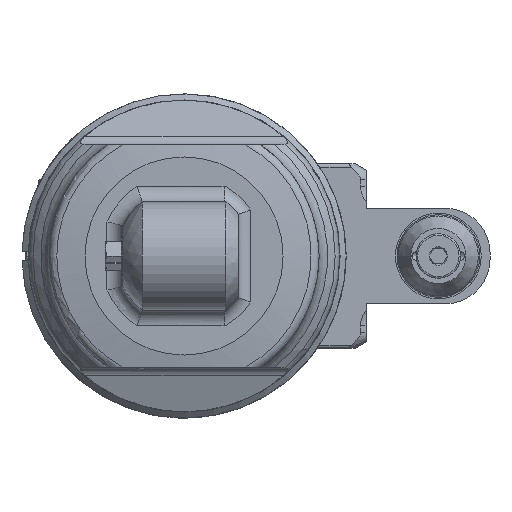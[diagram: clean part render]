
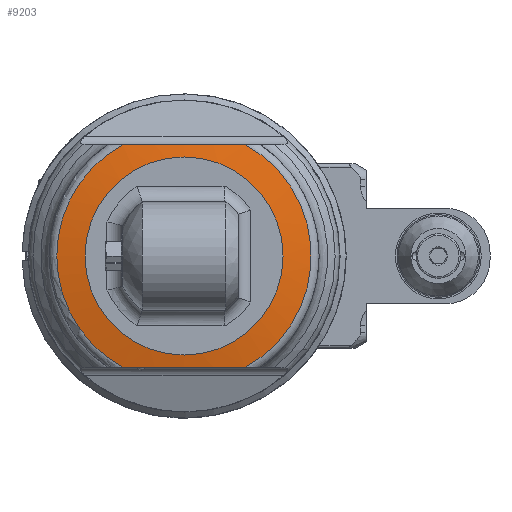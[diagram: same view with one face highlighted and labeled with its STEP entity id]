
A CAD part, front view. The second image highlights one B-rep face of the part: STEP entity #9203.
In plain terms, the highlighted conical face has half-angle 80 degrees and reference radius 35.589 mm.
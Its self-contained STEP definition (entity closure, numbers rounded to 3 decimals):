
#165=(
BOUNDED_CURVE()
B_SPLINE_CURVE(2,(#56999,#57000,#57001,#57002),.UNSPECIFIED.,.F.,.F.)
B_SPLINE_CURVE_WITH_KNOTS((3,1,3),(-59.198,-42.202,
-33.35),.UNSPECIFIED.)
CURVE()
GEOMETRIC_REPRESENTATION_ITEM()
RATIONAL_B_SPLINE_CURVE((6.572,7.192,6.895,
6.572))
REPRESENTATION_ITEM('')
);
#167=(
BOUNDED_CURVE()
B_SPLINE_CURVE(2,(#57102,#57103,#57104),.UNSPECIFIED.,.F.,.F.)
B_SPLINE_CURVE_WITH_KNOTS((3,3),(-12.621,-5.715),
 .UNSPECIFIED.)
CURVE()
GEOMETRIC_REPRESENTATION_ITEM()
RATIONAL_B_SPLINE_CURVE((1.766,2.02,1.766))
REPRESENTATION_ITEM('')
);
#1968=CONICAL_SURFACE('',#10106,35.589,1.396);
#2110=FACE_BOUND('',#3253,.T.);
#2551=FACE_OUTER_BOUND('',#3252,.T.);
#3252=EDGE_LOOP('',(#7790,#7791,#7792,#7793));
#3253=EDGE_LOOP('',(#7794));
#3799=CIRCLE('',#10105,40.021);
#3800=CIRCLE('',#10107,40.021);
#3801=CIRCLE('',#10108,31.157);
#4502=VERTEX_POINT('',#56985);
#4503=VERTEX_POINT('',#56998);
#4525=VERTEX_POINT('',#57088);
#4526=VERTEX_POINT('',#57101);
#4527=VERTEX_POINT('',#57121);
#5649=EDGE_CURVE('',#4502,#4503,#165,.T.);
#5677=EDGE_CURVE('',#4525,#4526,#167,.T.);
#5679=EDGE_CURVE('',#4526,#4502,#3799,.T.);
#5680=EDGE_CURVE('',#4503,#4525,#3800,.T.);
#5681=EDGE_CURVE('',#4527,#4527,#3801,.T.);
#7790=ORIENTED_EDGE('',*,*,#5680,.F.);
#7791=ORIENTED_EDGE('',*,*,#5649,.F.);
#7792=ORIENTED_EDGE('',*,*,#5679,.F.);
#7793=ORIENTED_EDGE('',*,*,#5677,.F.);
#7794=ORIENTED_EDGE('',*,*,#5681,.F.);
#9203=ADVANCED_FACE('',(#2551,#2110),#1968,.T.);
#10105=AXIS2_PLACEMENT_3D('',#57118,#12121,#12122);
#10106=AXIS2_PLACEMENT_3D('',#57119,#12123,#12124);
#10107=AXIS2_PLACEMENT_3D('',#57120,#12125,#12126);
#10108=AXIS2_PLACEMENT_3D('',#57122,#12127,#12128);
#12121=DIRECTION('center_axis',(-1.,0.,0.));
#12122=DIRECTION('ref_axis',(0.,1.,0.));
#12123=DIRECTION('center_axis',(-1.,0.,0.));
#12124=DIRECTION('ref_axis',(0.,-1.,0.));
#12125=DIRECTION('center_axis',(-1.,0.,0.));
#12126=DIRECTION('ref_axis',(0.,-0.485,-0.875));
#12127=DIRECTION('center_axis',(1.,0.,0.));
#12128=DIRECTION('ref_axis',(0.,-1.,0.));
#56985=CARTESIAN_POINT('',(79.437,19.408,-35.));
#56998=CARTESIAN_POINT('',(79.437,-19.408,-35.));
#56999=CARTESIAN_POINT('Ctrl Pts',(79.437,19.408,-35.));
#57000=CARTESIAN_POINT('Ctrl Pts',(80.577,6.074,-35.));
#57001=CARTESIAN_POINT('Ctrl Pts',(80.057,-12.164,-35.));
#57002=CARTESIAN_POINT('Ctrl Pts',(79.437,-19.408,-35.));
#57088=CARTESIAN_POINT('',(79.437,-19.408,35.));
#57101=CARTESIAN_POINT('',(79.437,19.408,35.));
#57102=CARTESIAN_POINT('Ctrl Pts',(79.437,-19.408,35.));
#57103=CARTESIAN_POINT('Ctrl Pts',(81.097,0.,
35.));
#57104=CARTESIAN_POINT('Ctrl Pts',(79.437,19.408,35.));
#57118=CARTESIAN_POINT('Origin',(79.437,0.,0.));
#57119=CARTESIAN_POINT('Origin',(80.219,0.,0.));
#57120=CARTESIAN_POINT('Origin',(79.437,0.,0.));
#57121=CARTESIAN_POINT('',(81.,-31.157,0.));
#57122=CARTESIAN_POINT('Origin',(81.,0.,0.));
